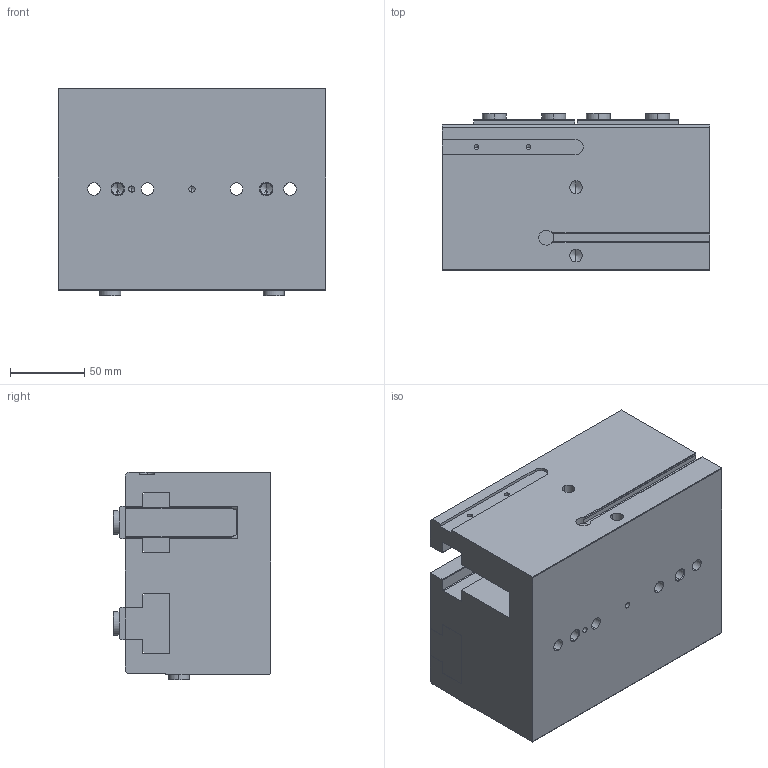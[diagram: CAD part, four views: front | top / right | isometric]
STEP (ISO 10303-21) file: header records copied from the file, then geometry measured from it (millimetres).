
FILE_DESCRIPTION (( 'STEP AP214' ), '1' );
FILE_NAME ('PLG 60-60.STEP', '2022-10-13T13:38:52', ( '' ), ( '' ), 'SwSTEP 2.0', 'SolidWorks 2022', '' );
FILE_SCHEMA (( 'AUTOMOTIVE_DESIGN' ));
Length unit declared in the file: millimetre
Products named in the file (5): Corpo_8; Griffa_3; Boccola 14_3; PLG 60-60; Boccola 16_3
Assembly tree (9 placements, depth 2):
  PLG 60-60
    Corpo_8
    Griffa_3  x2
    Boccola 16_3  x4
    Boccola 14_3  x2
Bounding box: 180 x 105.8 x 140 mm (x, y, z)
Volume: 2106069.1 mm3; surface area: 221810.1 mm2
Topology: 9 solids, 9 shells, 317 faces, 797 edges, 498 vertices
Faces by surface type: plane 157, cylinder 96, cone 40, bspline 24
Entity records: 9246 total; most frequent: CARTESIAN_POINT 1282, DIRECTION 1147, ORIENTED_EDGE 1086, EDGE_CURVE 543, AXIS2_PLACEMENT_3D 393, LINE 361, VECTOR 361, VERTEX_POINT 352
